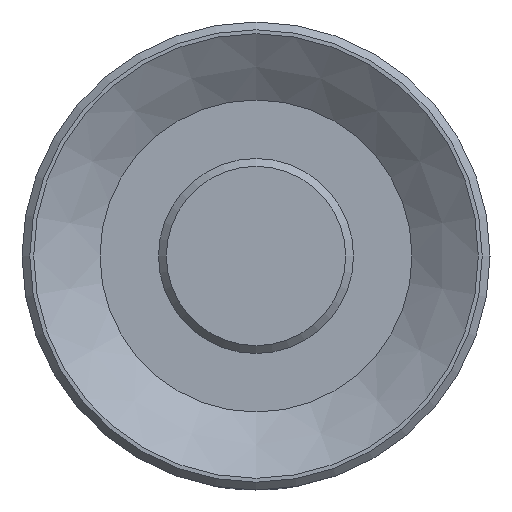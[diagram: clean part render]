
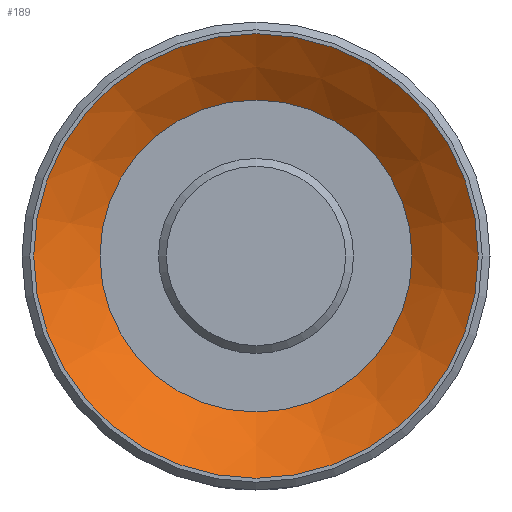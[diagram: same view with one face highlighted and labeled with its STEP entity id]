
A CAD part, left-side view. The second image highlights one B-rep face of the part: STEP entity #189.
In plain terms, the highlighted conical face has half-angle 54.782 degrees and reference radius 28.5 mm.
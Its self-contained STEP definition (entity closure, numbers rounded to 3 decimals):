
#189=ADVANCED_FACE('',(#296,#297),#298,.F.);
#296=FACE_BOUND('',#395,.T.);
#297=FACE_OUTER_BOUND('',#396,.T.);
#298=CONICAL_SURFACE('',#397,28.5,0.956);
#395=EDGE_LOOP('',(#515));
#396=EDGE_LOOP('',(#516));
#397=AXIS2_PLACEMENT_3D('',#517,#518,#519);
#515=ORIENTED_EDGE('',*,*,#643,.F.);
#516=ORIENTED_EDGE('',*,*,#645,.T.);
#517=CARTESIAN_POINT('',(-16.,0.0,0.0));
#518=DIRECTION('',(-1.0,0.0,-0.0));
#519=DIRECTION('',(0.0,0.0,1.0));
#643=EDGE_CURVE('',#717,#717,#718,.T.);
#645=EDGE_CURVE('',#720,#720,#721,.T.);
#717=VERTEX_POINT('',#899);
#718=CIRCLE('',#900,20.0);
#720=VERTEX_POINT('',#902);
#721=CIRCLE('',#903,28.5);
#899=CARTESIAN_POINT('',(-10.,0.0,20.0));
#900=AXIS2_PLACEMENT_3D('',#1033,#1034,#1035);
#902=CARTESIAN_POINT('',(-16.,0.0,28.5));
#903=AXIS2_PLACEMENT_3D('',#1036,#1037,#1038);
#1033=CARTESIAN_POINT('',(-10.,0.0,0.0));
#1034=DIRECTION('',(-1.0,0.0,0.0));
#1035=DIRECTION('',(0.0,0.0,1.0));
#1036=CARTESIAN_POINT('',(-16.,0.0,0.0));
#1037=DIRECTION('',(-1.0,0.0,0.0));
#1038=DIRECTION('',(0.0,0.0,1.0));
